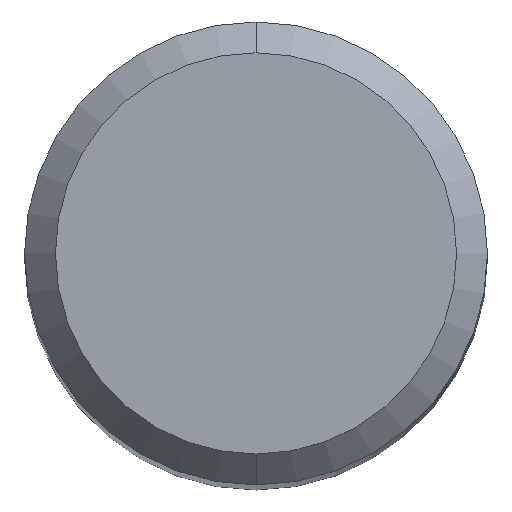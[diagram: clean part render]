
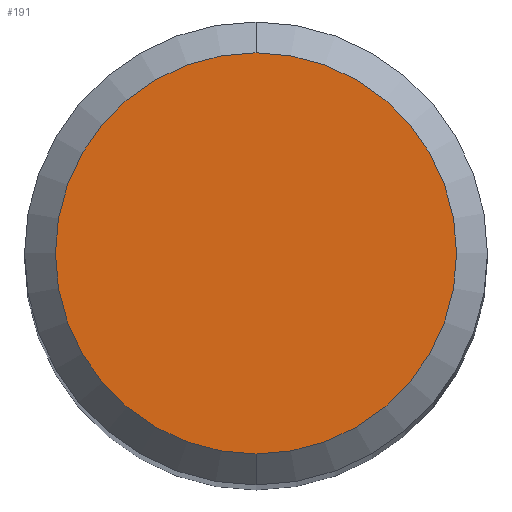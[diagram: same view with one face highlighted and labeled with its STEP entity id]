
A CAD part, top view. The second image highlights one B-rep face of the part: STEP entity #191.
In plain terms, the highlighted planar face has unit normal (0, 0, 1).
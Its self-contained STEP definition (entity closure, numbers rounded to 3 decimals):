
#191=ADVANCED_FACE('',(#508),#509,.T.);
#203=EDGE_CURVE('',#227,#229,#522,.T.);
#227=VERTEX_POINT('',#547);
#229=VERTEX_POINT('',#549);
#285=EDGE_CURVE('',#229,#227,#611,.T.);
#508=FACE_OUTER_BOUND('',#851,.T.);
#509=PLANE('',#852);
#522=CIRCLE('',#869,2.6);
#547=CARTESIAN_POINT('',(0.0,2.6,0.0));
#549=CARTESIAN_POINT('',(0.,-2.6,0.0));
#611=CIRCLE('',#1051,2.6);
#851=EDGE_LOOP('',(#1499,#1500));
#852=AXIS2_PLACEMENT_3D('',#1501,#1502,#1503);
#869=AXIS2_PLACEMENT_3D('',#1518,#1519,#1520);
#1051=AXIS2_PLACEMENT_3D('',#1603,#1604,#1605);
#1499=ORIENTED_EDGE('',*,*,#203,.F.);
#1500=ORIENTED_EDGE('',*,*,#285,.F.);
#1501=CARTESIAN_POINT('',(0.0,1.3,0.0));
#1502=DIRECTION('',(-0.0,0.0,1.0));
#1503=DIRECTION('',(0.0,-1.0,0.0));
#1518=CARTESIAN_POINT('',(0.0,0.0,0.0));
#1519=DIRECTION('',(0.0,0.0,-1.0));
#1520=DIRECTION('',(0.0,1.0,0.0));
#1603=CARTESIAN_POINT('',(0.0,0.0,0.0));
#1604=DIRECTION('',(0.0,0.0,-1.0));
#1605=DIRECTION('',(0.0,1.0,0.0));
